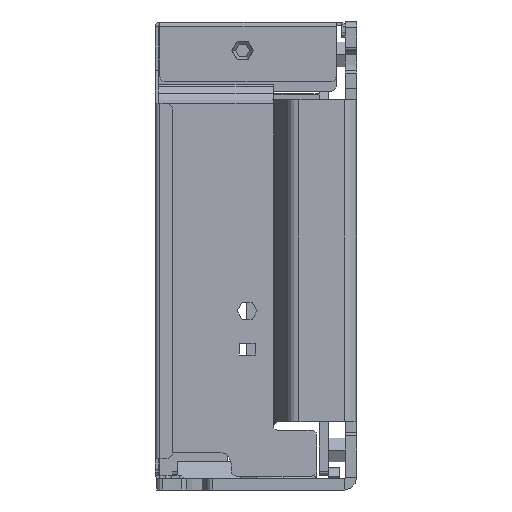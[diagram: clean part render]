
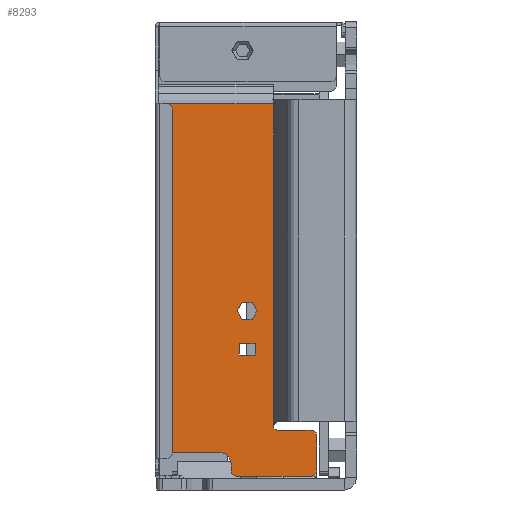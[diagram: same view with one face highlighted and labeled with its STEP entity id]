
A CAD part, left-side view. The second image highlights one B-rep face of the part: STEP entity #8293.
In plain terms, the highlighted planar face has unit normal (-1, 0, 0).
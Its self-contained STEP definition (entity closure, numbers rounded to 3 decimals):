
#3563=CARTESIAN_POINT('',(-43.5,19.2,-9.6));
#3564=DIRECTION('',(1.,0.,0.));
#3565=DIRECTION('',(0.,1.,0.));
#3566=AXIS2_PLACEMENT_3D('',#3563,#3564,#3565);
#3571=CARTESIAN_POINT('',(-43.5,19.2,-9.6));
#3572=DIRECTION('',(1.,0.,0.));
#3573=DIRECTION('',(0.,-1.,0.));
#3574=AXIS2_PLACEMENT_3D('',#3571,#3572,#3573);
#3579=DIRECTION('',(0.,0.,-1.));
#3580=VECTOR('',#3579,2.);
#3581=CARTESIAN_POINT('',(-43.5,20.6,-15.35));
#3582=LINE('',#3581,#3580);
#3586=DIRECTION('',(0.,-1.,0.));
#3587=VECTOR('',#3586,2.8);
#3588=CARTESIAN_POINT('',(-43.5,20.6,-17.35));
#3589=LINE('',#3588,#3587);
#3593=DIRECTION('',(0.,0.,1.));
#3594=VECTOR('',#3593,2.);
#3595=CARTESIAN_POINT('',(-43.5,17.8,-17.35));
#3596=LINE('',#3595,#3594);
#3600=DIRECTION('',(0.,1.,0.));
#3601=VECTOR('',#3600,2.8);
#3602=CARTESIAN_POINT('',(-43.5,17.8,-15.35));
#3603=LINE('',#3602,#3601);
#3607=DIRECTION('',(0.,-1.,0.));
#3608=VECTOR('',#3607,5.895);
#3609=CARTESIAN_POINT('',(-43.5,13.895,-30.5));
#3610=LINE('',#3609,#3608);
#3614=CARTESIAN_POINT('',(-43.5,8.,-31.5));
#3615=DIRECTION('',(-1.,0.,0.));
#3616=DIRECTION('',(0.,-1.,0.));
#3617=AXIS2_PLACEMENT_3D('',#3614,#3615,#3616);
#3622=DIRECTION('',(0.,0.,-1.));
#3623=VECTOR('',#3622,6.1);
#3624=CARTESIAN_POINT('',(-43.5,7.,-31.5));
#3625=LINE('',#3624,#3623);
#3629=CARTESIAN_POINT('',(-43.5,8.,-37.6));
#3630=DIRECTION('',(-1.,0.,0.));
#3631=DIRECTION('',(0.,0.,-1.));
#3632=AXIS2_PLACEMENT_3D('',#3629,#3630,#3631);
#3637=DIRECTION('',(0.,1.,0.));
#3638=VECTOR('',#3637,13.);
#3639=CARTESIAN_POINT('',(-43.5,8.,-38.6));
#3640=LINE('',#3639,#3638);
#3644=CARTESIAN_POINT('',(-43.5,21.,-37.6));
#3645=DIRECTION('',(-1.,0.,0.));
#3646=DIRECTION('',(0.,1.,0.));
#3647=AXIS2_PLACEMENT_3D('',#3644,#3645,#3646);
#3652=DIRECTION('',(0.,0.,1.));
#3653=VECTOR('',#3652,1.2);
#3654=CARTESIAN_POINT('',(-43.5,22.,-37.6));
#3655=LINE('',#3654,#3653);
#3659=DIRECTION('',(0.,1.,0.));
#3660=VECTOR('',#3659,9.7);
#3661=CARTESIAN_POINT('',(-43.5,24.,-34.4));
#3662=LINE('',#3661,#3660);
#3666=CARTESIAN_POINT('',(-43.5,33.7,-33.4));
#3667=DIRECTION('',(-1.,0.,0.));
#3668=DIRECTION('',(0.,1.,0.));
#3669=AXIS2_PLACEMENT_3D('',#3666,#3667,#3668);
#3674=DIRECTION('',(0.,0.,1.));
#3675=VECTOR('',#3674,60.047);
#3676=CARTESIAN_POINT('',(-43.5,34.7,-33.4));
#3677=LINE('',#3676,#3675);
#3730=DIRECTION('',(0.,0.,1.));
#3731=VECTOR('',#3730,56.397);
#3732=CARTESIAN_POINT('',(-43.5,14.645,-29.75));
#3733=LINE('',#3732,#3731);
#3773=CARTESIAN_POINT('',(-43.5,13.895,-29.75));
#3774=DIRECTION('',(1.,0.,0.));
#3775=DIRECTION('',(0.,0.,-1.));
#3776=AXIS2_PLACEMENT_3D('',#3773,#3774,#3775);
#3781=CARTESIAN_POINT('',(-43.5,14.645,-29.75));
#3864=CARTESIAN_POINT('',(-43.5,24.,-36.4));
#3865=DIRECTION('',(1.,0.,0.));
#3866=DIRECTION('',(0.,0.,1.));
#3867=AXIS2_PLACEMENT_3D('',#3864,#3865,#3866);
#4018=DIRECTION('',(0.,1.,0.));
#4019=VECTOR('',#4018,20.055);
#4020=CARTESIAN_POINT('',(-43.5,14.645,26.647));
#4021=LINE('',#4020,#4019);
#4626=CARTESIAN_POINT('',(-43.5,14.645,26.647));
#4628=VERTEX_POINT('',#4626);
#4630=CARTESIAN_POINT('',(-43.5,34.7,26.647));
#4632=VERTEX_POINT('',#4630);
#4653=CARTESIAN_POINT('',(-43.5,20.95,-9.6));
#4654=CARTESIAN_POINT('',(-43.5,17.45,-9.6));
#4655=VERTEX_POINT('',#4653);
#4656=VERTEX_POINT('',#4654);
#5006=CARTESIAN_POINT('',(-43.5,22.,-36.4));
#5008=VERTEX_POINT('',#5006);
#5010=CARTESIAN_POINT('',(-43.5,24.,-34.4));
#5012=VERTEX_POINT('',#5010);
#5017=CARTESIAN_POINT('',(-43.5,22.,-37.6));
#5018=VERTEX_POINT('',#5017);
#5019=CARTESIAN_POINT('',(-43.5,21.,-38.6));
#5020=VERTEX_POINT('',#5019);
#5025=CARTESIAN_POINT('',(-43.5,8.,-38.6));
#5026=VERTEX_POINT('',#5025);
#5027=CARTESIAN_POINT('',(-43.5,7.,-37.6));
#5028=VERTEX_POINT('',#5027);
#5033=CARTESIAN_POINT('',(-43.5,7.,-31.5));
#5034=VERTEX_POINT('',#5033);
#5035=CARTESIAN_POINT('',(-43.5,8.,-30.5));
#5036=VERTEX_POINT('',#5035);
#5041=CARTESIAN_POINT('',(-43.5,34.7,-33.4));
#5042=VERTEX_POINT('',#5041);
#5043=CARTESIAN_POINT('',(-43.5,33.7,-34.4));
#5044=VERTEX_POINT('',#5043);
#5183=CARTESIAN_POINT('',(-43.5,13.895,-30.5));
#5184=VERTEX_POINT('',#5183);
#5187=VERTEX_POINT('',#3781);
#5246=CARTESIAN_POINT('',(-43.5,20.6,-15.35));
#5247=CARTESIAN_POINT('',(-43.5,20.6,-17.35));
#5248=VERTEX_POINT('',#5246);
#5249=VERTEX_POINT('',#5247);
#5250=CARTESIAN_POINT('',(-43.5,17.8,-17.35));
#5251=VERTEX_POINT('',#5250);
#5252=CARTESIAN_POINT('',(-43.5,17.8,-15.35));
#5253=VERTEX_POINT('',#5252);
#8243=CARTESIAN_POINT('',(-43.5,13.296,-29.));
#8244=DIRECTION('',(1.,0.,0.));
#8245=DIRECTION('',(0.,0.,-1.));
#8246=AXIS2_PLACEMENT_3D('',#8243,#8244,#8245);
#8247=PLANE('',#8246);
#8249=ORIENTED_EDGE('',*,*,#8248,.F.);
#8251=ORIENTED_EDGE('',*,*,#8250,.F.);
#8253=ORIENTED_EDGE('',*,*,#8252,.T.);
#8255=ORIENTED_EDGE('',*,*,#8254,.F.);
#8257=ORIENTED_EDGE('',*,*,#8256,.T.);
#8259=ORIENTED_EDGE('',*,*,#8258,.F.);
#8261=ORIENTED_EDGE('',*,*,#8260,.T.);
#8263=ORIENTED_EDGE('',*,*,#8262,.F.);
#8265=ORIENTED_EDGE('',*,*,#8264,.T.);
#8267=ORIENTED_EDGE('',*,*,#8266,.F.);
#8269=ORIENTED_EDGE('',*,*,#8268,.T.);
#8271=ORIENTED_EDGE('',*,*,#8270,.F.);
#8273=ORIENTED_EDGE('',*,*,#8272,.T.);
#8275=ORIENTED_EDGE('',*,*,#8274,.F.);
#8276=EDGE_LOOP('',(#8249,#8251,#8253,#8255,#8257,#8259,#8261,#8263,#8265,#8267,
#8269,#8271,#8273,#8275));
#8277=FACE_OUTER_BOUND('',#8276,.F.);
#8278=ORIENTED_EDGE('',*,*,#8233,.T.);
#8280=ORIENTED_EDGE('',*,*,#8279,.T.);
#8282=ORIENTED_EDGE('',*,*,#8281,.T.);
#8284=ORIENTED_EDGE('',*,*,#8283,.T.);
#8285=EDGE_LOOP('',(#8278,#8280,#8282,#8284));
#8286=FACE_BOUND('',#8285,.F.);
#8288=ORIENTED_EDGE('',*,*,#8287,.F.);
#8290=ORIENTED_EDGE('',*,*,#8289,.F.);
#8291=EDGE_LOOP('',(#8288,#8290));
#8292=FACE_BOUND('',#8291,.F.);
#3567=CIRCLE('',#3566,1.75);
#3575=CIRCLE('',#3574,1.75);
#3618=CIRCLE('',#3617,1.);
#3633=CIRCLE('',#3632,1.);
#3648=CIRCLE('',#3647,1.);
#3670=CIRCLE('',#3669,1.);
#3777=CIRCLE('',#3776,0.75);
#3868=CIRCLE('',#3867,2.);
#8233=EDGE_CURVE('',#5248,#5249,#3582,.T.);
#8248=EDGE_CURVE('',#5187,#4628,#3733,.T.);
#8250=EDGE_CURVE('',#5184,#5187,#3777,.T.);
#8252=EDGE_CURVE('',#5184,#5036,#3610,.T.);
#8254=EDGE_CURVE('',#5034,#5036,#3618,.T.);
#8256=EDGE_CURVE('',#5034,#5028,#3625,.T.);
#8258=EDGE_CURVE('',#5026,#5028,#3633,.T.);
#8260=EDGE_CURVE('',#5026,#5020,#3640,.T.);
#8262=EDGE_CURVE('',#5018,#5020,#3648,.T.);
#8264=EDGE_CURVE('',#5018,#5008,#3655,.T.);
#8266=EDGE_CURVE('',#5012,#5008,#3868,.T.);
#8268=EDGE_CURVE('',#5012,#5044,#3662,.T.);
#8270=EDGE_CURVE('',#5042,#5044,#3670,.T.);
#8272=EDGE_CURVE('',#5042,#4632,#3677,.T.);
#8274=EDGE_CURVE('',#4628,#4632,#4021,.T.);
#8279=EDGE_CURVE('',#5249,#5251,#3589,.T.);
#8281=EDGE_CURVE('',#5251,#5253,#3596,.T.);
#8283=EDGE_CURVE('',#5253,#5248,#3603,.T.);
#8287=EDGE_CURVE('',#4655,#4656,#3567,.T.);
#8289=EDGE_CURVE('',#4656,#4655,#3575,.T.);
#8293=ADVANCED_FACE('',(#8277,#8286,#8292),#8247,.F.);
